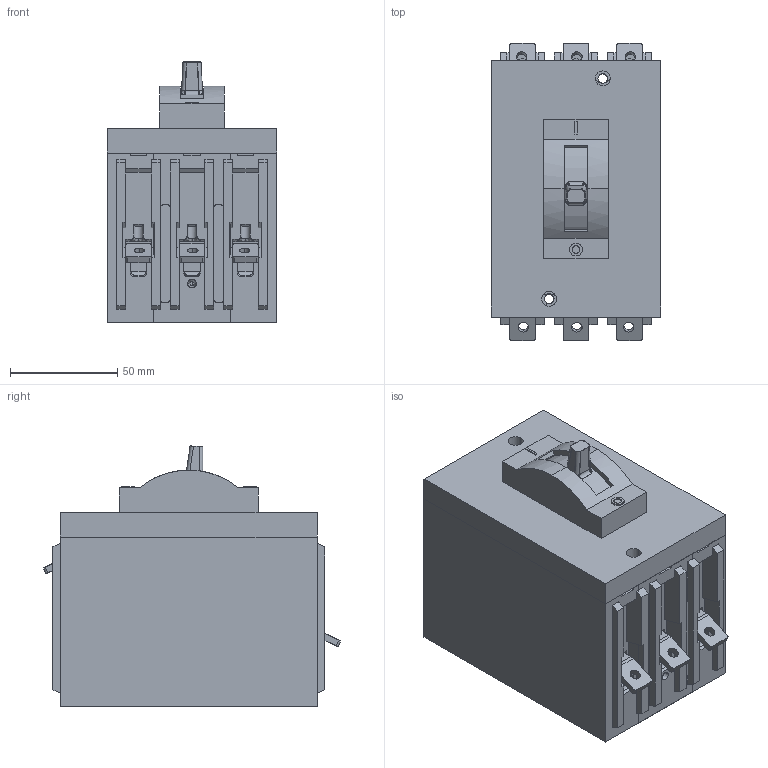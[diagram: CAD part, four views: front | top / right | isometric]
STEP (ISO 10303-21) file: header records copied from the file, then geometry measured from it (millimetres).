
FILE_DESCRIPTION (( 'STEP AP203' ), '1' );
FILE_NAME ('ÀÊ50Á-3ïîë.STEP', '2016-09-22T11:04:53', ( 'admin' ), ( '' ), 'SwSTEP 2.0', 'SolidWorks 2012', '' );
FILE_SCHEMA (( 'CONFIG_CONTROL_DESIGN' ));
Length unit declared in the file: millimetre
Products named in the file (1): ÀÊ50Á-3ïîë
Bounding box: 79 x 139 x 121.59 mm (x, y, z)
Volume: 1118399.4 mm3; surface area: 199611 mm2
Topology: 13 solids, 16 shells, 1313 faces, 3601 edges, 2342 vertices
Faces by surface type: plane 838, cylinder 379, cone 42, bspline 30, torus 24
Entity records: 42786 total; most frequent: CARTESIAN_POINT 9513, ORIENTED_EDGE 7178, DIRECTION 6625, EDGE_CURVE 3589, LINE 2545, VECTOR 2545, VERTEX_POINT 2342, AXIS2_PLACEMENT_3D 2040
